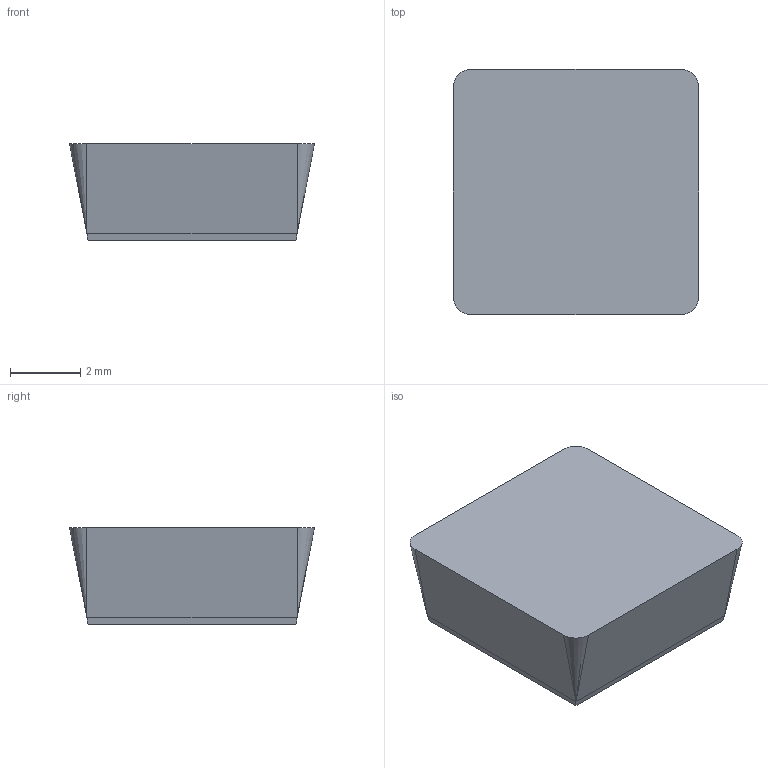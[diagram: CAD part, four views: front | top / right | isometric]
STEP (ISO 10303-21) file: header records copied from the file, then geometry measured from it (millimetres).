
FILE_DESCRIPTION(('no description'),'unknown implementation level');
FILE_NAME('solidK5Z_CjZlxne4sIMVvrR0q2pPwyI_1.STP',' ',('CIMSOURCE GmbH'),('CADClick - KiM GmbH - www.kimweb.de'),'unknown preprocess','ACIS','unknown authorization');
FILE_SCHEMA(('automotive_design'));
Length unit declared in the file: millimetre
Products named in the file (1): 1
Bounding box: 7 x 7 x 2.75 mm (x, y, z)
Volume: 115 mm3; surface area: 155.3 mm2
Topology: 1 solids, 1 shells, 14 faces, 32 edges, 16 vertices
Faces by surface type: plane 10, cone 4
Entity records: 718 total; most frequent: DIRECTION 66, CARTESIAN_POINT 61, STYLED_ITEM 59, PRESENTATION_STYLE_ASSIGNMENT 59, COLOUR_RGB 59, ORIENTED_EDGE 56, EDGE_CURVE 28, CURVE_STYLE 28
